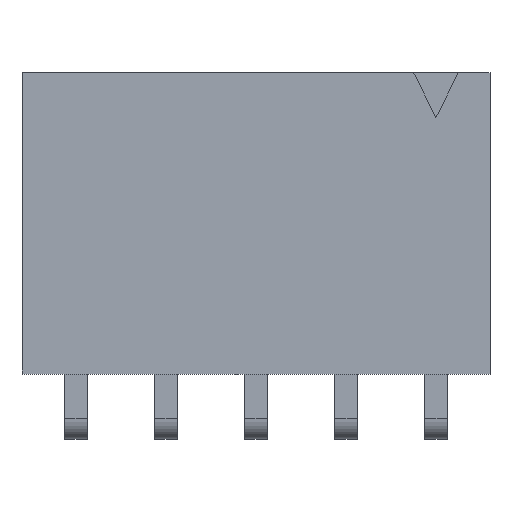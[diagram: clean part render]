
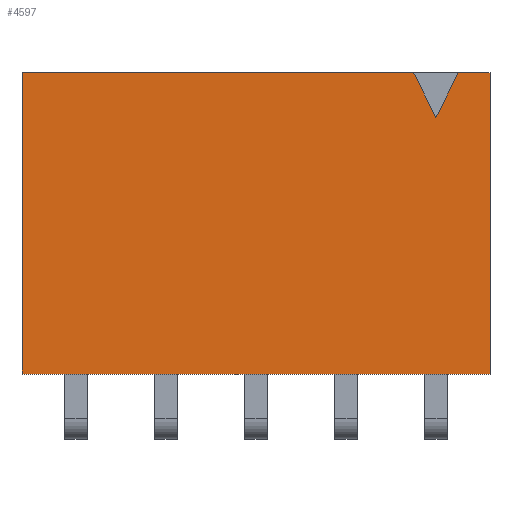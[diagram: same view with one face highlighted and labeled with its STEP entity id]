
A CAD part, top view. The second image highlights one B-rep face of the part: STEP entity #4597.
In plain terms, the highlighted planar face has unit normal (0, 0, 1).
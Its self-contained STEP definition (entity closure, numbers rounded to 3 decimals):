
#4408 = VERTEX_POINT('',#4409);
#4409 = CARTESIAN_POINT('',(-11.685,1.52,2.41));
#4416 = PLANE('',#4417);
#4417 = AXIS2_PLACEMENT_3D('',#4418,#4419,#4420);
#4418 = CARTESIAN_POINT('',(-11.685,1.52,0.));
#4419 = DIRECTION('',(1.,0.,0.));
#4420 = DIRECTION('',(0.,0.,1.));
#4428 = PLANE('',#4429);
#4429 = AXIS2_PLACEMENT_3D('',#4430,#4431,#4432);
#4430 = CARTESIAN_POINT('',(-11.685,1.52,0.));
#4431 = DIRECTION('',(0.,1.,0.));
#4432 = DIRECTION('',(0.,0.,1.));
#4469 = VERTEX_POINT('',#4470);
#4470 = CARTESIAN_POINT('',(-11.685,10.03,2.41));
#4484 = PLANE('',#4485);
#4485 = AXIS2_PLACEMENT_3D('',#4486,#4487,#4488);
#4486 = CARTESIAN_POINT('',(-11.685,10.03,0.));
#4487 = DIRECTION('',(0.,1.,0.));
#4488 = DIRECTION('',(0.,0.,1.));
#4496 = EDGE_CURVE('',#4408,#4469,#4497,.T.);
#4497 = SURFACE_CURVE('',#4498,(#4502,#4509),.PCURVE_S1.);
#4498 = LINE('',#4499,#4500);
#4499 = CARTESIAN_POINT('',(-11.685,1.52,2.41));
#4500 = VECTOR('',#4501,1.);
#4501 = DIRECTION('',(0.,1.,0.));
#4502 = PCURVE('',#4416,#4503);
#4503 = DEFINITIONAL_REPRESENTATION('',(#4504),#4508);
#4504 = LINE('',#4505,#4506);
#4505 = CARTESIAN_POINT('',(2.41,0.));
#4506 = VECTOR('',#4507,1.);
#4507 = DIRECTION('',(0.,-1.));
#4508 = ( GEOMETRIC_REPRESENTATION_CONTEXT(2) 
PARAMETRIC_REPRESENTATION_CONTEXT() REPRESENTATION_CONTEXT('2D SPACE',''
  ) );
#4509 = PCURVE('',#4510,#4515);
#4510 = PLANE('',#4511);
#4511 = AXIS2_PLACEMENT_3D('',#4512,#4513,#4514);
#4512 = CARTESIAN_POINT('',(-11.685,1.52,2.41));
#4513 = DIRECTION('',(0.,0.,1.));
#4514 = DIRECTION('',(1.,0.,0.));
#4515 = DEFINITIONAL_REPRESENTATION('',(#4516),#4520);
#4516 = LINE('',#4517,#4518);
#4517 = CARTESIAN_POINT('',(0.,0.));
#4518 = VECTOR('',#4519,1.);
#4519 = DIRECTION('',(0.,1.));
#4520 = ( GEOMETRIC_REPRESENTATION_CONTEXT(2) 
PARAMETRIC_REPRESENTATION_CONTEXT() REPRESENTATION_CONTEXT('2D SPACE',''
  ) );
#4549 = EDGE_CURVE('',#4408,#4550,#4552,.T.);
#4550 = VERTEX_POINT('',#4551);
#4551 = CARTESIAN_POINT('',(1.525,1.52,2.41));
#4552 = SURFACE_CURVE('',#4553,(#4557,#4564),.PCURVE_S1.);
#4553 = LINE('',#4554,#4555);
#4554 = CARTESIAN_POINT('',(-11.685,1.52,2.41));
#4555 = VECTOR('',#4556,1.);
#4556 = DIRECTION('',(1.,0.,0.));
#4557 = PCURVE('',#4428,#4558);
#4558 = DEFINITIONAL_REPRESENTATION('',(#4559),#4563);
#4559 = LINE('',#4560,#4561);
#4560 = CARTESIAN_POINT('',(2.41,0.));
#4561 = VECTOR('',#4562,1.);
#4562 = DIRECTION('',(0.,1.));
#4563 = ( GEOMETRIC_REPRESENTATION_CONTEXT(2) 
PARAMETRIC_REPRESENTATION_CONTEXT() REPRESENTATION_CONTEXT('2D SPACE',''
  ) );
#4564 = PCURVE('',#4510,#4565);
#4565 = DEFINITIONAL_REPRESENTATION('',(#4566),#4570);
#4566 = LINE('',#4567,#4568);
#4567 = CARTESIAN_POINT('',(0.,0.));
#4568 = VECTOR('',#4569,1.);
#4569 = DIRECTION('',(1.,0.));
#4570 = ( GEOMETRIC_REPRESENTATION_CONTEXT(2) 
PARAMETRIC_REPRESENTATION_CONTEXT() REPRESENTATION_CONTEXT('2D SPACE',''
  ) );
#4586 = PLANE('',#4587);
#4587 = AXIS2_PLACEMENT_3D('',#4588,#4589,#4590);
#4588 = CARTESIAN_POINT('',(1.525,1.52,0.));
#4589 = DIRECTION('',(1.,0.,0.));
#4590 = DIRECTION('',(0.,0.,1.));
#4597 = ADVANCED_FACE('',(#4598),#4510,.T.);
#4598 = FACE_BOUND('',#4599,.T.);
#4599 = EDGE_LOOP('',(#4600,#4623,#4624,#4625,#4648,#4671,#4699));
#4600 = ORIENTED_EDGE('',*,*,#4601,.F.);
#4601 = EDGE_CURVE('',#4469,#4602,#4604,.T.);
#4602 = VERTEX_POINT('',#4603);
#4603 = CARTESIAN_POINT('',(-0.635,10.03,2.41));
#4604 = SURFACE_CURVE('',#4605,(#4609,#4616),.PCURVE_S1.);
#4605 = LINE('',#4606,#4607);
#4606 = CARTESIAN_POINT('',(-11.685,10.03,2.41));
#4607 = VECTOR('',#4608,1.);
#4608 = DIRECTION('',(1.,0.,0.));
#4609 = PCURVE('',#4510,#4610);
#4610 = DEFINITIONAL_REPRESENTATION('',(#4611),#4615);
#4611 = LINE('',#4612,#4613);
#4612 = CARTESIAN_POINT('',(0.,8.51));
#4613 = VECTOR('',#4614,1.);
#4614 = DIRECTION('',(1.,0.));
#4615 = ( GEOMETRIC_REPRESENTATION_CONTEXT(2) 
PARAMETRIC_REPRESENTATION_CONTEXT() REPRESENTATION_CONTEXT('2D SPACE',''
  ) );
#4616 = PCURVE('',#4484,#4617);
#4617 = DEFINITIONAL_REPRESENTATION('',(#4618),#4622);
#4618 = LINE('',#4619,#4620);
#4619 = CARTESIAN_POINT('',(2.41,0.));
#4620 = VECTOR('',#4621,1.);
#4621 = DIRECTION('',(0.,1.));
#4622 = ( GEOMETRIC_REPRESENTATION_CONTEXT(2) 
PARAMETRIC_REPRESENTATION_CONTEXT() REPRESENTATION_CONTEXT('2D SPACE',''
  ) );
#4623 = ORIENTED_EDGE('',*,*,#4496,.F.);
#4624 = ORIENTED_EDGE('',*,*,#4549,.T.);
#4625 = ORIENTED_EDGE('',*,*,#4626,.T.);
#4626 = EDGE_CURVE('',#4550,#4627,#4629,.T.);
#4627 = VERTEX_POINT('',#4628);
#4628 = CARTESIAN_POINT('',(1.525,10.03,2.41));
#4629 = SURFACE_CURVE('',#4630,(#4634,#4641),.PCURVE_S1.);
#4630 = LINE('',#4631,#4632);
#4631 = CARTESIAN_POINT('',(1.525,1.52,2.41));
#4632 = VECTOR('',#4633,1.);
#4633 = DIRECTION('',(0.,1.,0.));
#4634 = PCURVE('',#4510,#4635);
#4635 = DEFINITIONAL_REPRESENTATION('',(#4636),#4640);
#4636 = LINE('',#4637,#4638);
#4637 = CARTESIAN_POINT('',(13.21,0.));
#4638 = VECTOR('',#4639,1.);
#4639 = DIRECTION('',(0.,1.));
#4640 = ( GEOMETRIC_REPRESENTATION_CONTEXT(2) 
PARAMETRIC_REPRESENTATION_CONTEXT() REPRESENTATION_CONTEXT('2D SPACE',''
  ) );
#4641 = PCURVE('',#4586,#4642);
#4642 = DEFINITIONAL_REPRESENTATION('',(#4643),#4647);
#4643 = LINE('',#4644,#4645);
#4644 = CARTESIAN_POINT('',(2.41,0.));
#4645 = VECTOR('',#4646,1.);
#4646 = DIRECTION('',(0.,-1.));
#4647 = ( GEOMETRIC_REPRESENTATION_CONTEXT(2) 
PARAMETRIC_REPRESENTATION_CONTEXT() REPRESENTATION_CONTEXT('2D SPACE',''
  ) );
#4648 = ORIENTED_EDGE('',*,*,#4649,.F.);
#4649 = EDGE_CURVE('',#4650,#4627,#4652,.T.);
#4650 = VERTEX_POINT('',#4651);
#4651 = CARTESIAN_POINT('',(0.635,10.03,2.41));
#4652 = SURFACE_CURVE('',#4653,(#4657,#4664),.PCURVE_S1.);
#4653 = LINE('',#4654,#4655);
#4654 = CARTESIAN_POINT('',(-11.685,10.03,2.41));
#4655 = VECTOR('',#4656,1.);
#4656 = DIRECTION('',(1.,0.,0.));
#4657 = PCURVE('',#4510,#4658);
#4658 = DEFINITIONAL_REPRESENTATION('',(#4659),#4663);
#4659 = LINE('',#4660,#4661);
#4660 = CARTESIAN_POINT('',(0.,8.51));
#4661 = VECTOR('',#4662,1.);
#4662 = DIRECTION('',(1.,0.));
#4663 = ( GEOMETRIC_REPRESENTATION_CONTEXT(2) 
PARAMETRIC_REPRESENTATION_CONTEXT() REPRESENTATION_CONTEXT('2D SPACE',''
  ) );
#4664 = PCURVE('',#4484,#4665);
#4665 = DEFINITIONAL_REPRESENTATION('',(#4666),#4670);
#4666 = LINE('',#4667,#4668);
#4667 = CARTESIAN_POINT('',(2.41,0.));
#4668 = VECTOR('',#4669,1.);
#4669 = DIRECTION('',(0.,1.));
#4670 = ( GEOMETRIC_REPRESENTATION_CONTEXT(2) 
PARAMETRIC_REPRESENTATION_CONTEXT() REPRESENTATION_CONTEXT('2D SPACE',''
  ) );
#4671 = ORIENTED_EDGE('',*,*,#4672,.T.);
#4672 = EDGE_CURVE('',#4650,#4673,#4675,.T.);
#4673 = VERTEX_POINT('',#4674);
#4674 = CARTESIAN_POINT('',(0.,8.76,2.41));
#4675 = SURFACE_CURVE('',#4676,(#4680,#4687),.PCURVE_S1.);
#4676 = LINE('',#4677,#4678);
#4677 = CARTESIAN_POINT('',(0.635,10.03,2.41));
#4678 = VECTOR('',#4679,1.);
#4679 = DIRECTION('',(-0.447,-0.894,0.));
#4680 = PCURVE('',#4510,#4681);
#4681 = DEFINITIONAL_REPRESENTATION('',(#4682),#4686);
#4682 = LINE('',#4683,#4684);
#4683 = CARTESIAN_POINT('',(12.32,8.51));
#4684 = VECTOR('',#4685,1.);
#4685 = DIRECTION('',(-0.447,-0.894));
#4686 = ( GEOMETRIC_REPRESENTATION_CONTEXT(2) 
PARAMETRIC_REPRESENTATION_CONTEXT() REPRESENTATION_CONTEXT('2D SPACE',''
  ) );
#4687 = PCURVE('',#4688,#4693);
#4688 = PLANE('',#4689);
#4689 = AXIS2_PLACEMENT_3D('',#4690,#4691,#4692);
#4690 = CARTESIAN_POINT('',(0.635,10.03,2.41));
#4691 = DIRECTION('',(-0.894,0.447,0.));
#4692 = DIRECTION('',(-0.447,-0.894,0.));
#4693 = DEFINITIONAL_REPRESENTATION('',(#4694),#4698);
#4694 = LINE('',#4695,#4696);
#4695 = CARTESIAN_POINT('',(0.,0.));
#4696 = VECTOR('',#4697,1.);
#4697 = DIRECTION('',(1.,0.));
#4698 = ( GEOMETRIC_REPRESENTATION_CONTEXT(2) 
PARAMETRIC_REPRESENTATION_CONTEXT() REPRESENTATION_CONTEXT('2D SPACE',''
  ) );
#4699 = ORIENTED_EDGE('',*,*,#4700,.F.);
#4700 = EDGE_CURVE('',#4602,#4673,#4701,.T.);
#4701 = SURFACE_CURVE('',#4702,(#4706,#4713),.PCURVE_S1.);
#4702 = LINE('',#4703,#4704);
#4703 = CARTESIAN_POINT('',(-0.635,10.03,2.41));
#4704 = VECTOR('',#4705,1.);
#4705 = DIRECTION('',(0.447,-0.894,0.));
#4706 = PCURVE('',#4510,#4707);
#4707 = DEFINITIONAL_REPRESENTATION('',(#4708),#4712);
#4708 = LINE('',#4709,#4710);
#4709 = CARTESIAN_POINT('',(11.05,8.51));
#4710 = VECTOR('',#4711,1.);
#4711 = DIRECTION('',(0.447,-0.894));
#4712 = ( GEOMETRIC_REPRESENTATION_CONTEXT(2) 
PARAMETRIC_REPRESENTATION_CONTEXT() REPRESENTATION_CONTEXT('2D SPACE',''
  ) );
#4713 = PCURVE('',#4714,#4719);
#4714 = PLANE('',#4715);
#4715 = AXIS2_PLACEMENT_3D('',#4716,#4717,#4718);
#4716 = CARTESIAN_POINT('',(-0.635,10.03,2.41));
#4717 = DIRECTION('',(-0.894,-0.447,0.));
#4718 = DIRECTION('',(0.447,-0.894,0.));
#4719 = DEFINITIONAL_REPRESENTATION('',(#4720),#4724);
#4720 = LINE('',#4721,#4722);
#4721 = CARTESIAN_POINT('',(0.,0.));
#4722 = VECTOR('',#4723,1.);
#4723 = DIRECTION('',(1.,0.));
#4724 = ( GEOMETRIC_REPRESENTATION_CONTEXT(2) 
PARAMETRIC_REPRESENTATION_CONTEXT() REPRESENTATION_CONTEXT('2D SPACE',''
  ) );
